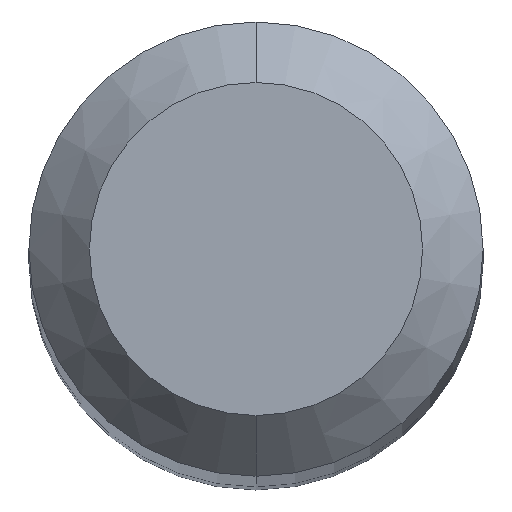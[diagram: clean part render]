
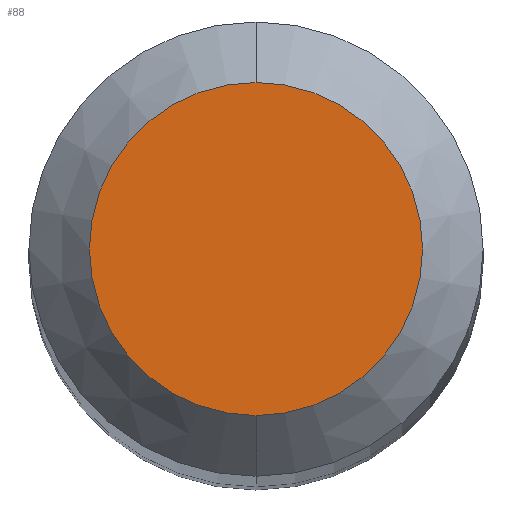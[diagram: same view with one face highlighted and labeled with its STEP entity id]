
A CAD part, top view. The second image highlights one B-rep face of the part: STEP entity #88.
In plain terms, the highlighted planar face has unit normal (0, 0, 1).
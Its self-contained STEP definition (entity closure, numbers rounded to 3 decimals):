
#10 = ORIENTED_EDGE ( 'NONE', *, *, #175, .F. ) ;
#21 = AXIS2_PLACEMENT_3D ( 'NONE', #331, #151, #200 ) ;
#25 = DIRECTION ( 'NONE',  ( 0., 0., -1. ) ) ;
#39 = CIRCLE ( 'NONE', #21, 0.825 ) ;
#78 = DIRECTION ( 'NONE',  ( 0., 1., 0. ) ) ;
#88 = ADVANCED_FACE ( 'NONE', ( #100 ), #126, .F. ) ;
#100 = FACE_OUTER_BOUND ( 'NONE', #144, .T. ) ;
#104 = DIRECTION ( 'NONE',  ( 0., 1., 0. ) ) ;
#111 = DIRECTION ( 'NONE',  ( 0., 0., -1. ) ) ;
#126 = PLANE ( 'NONE',  #145 ) ;
#133 = CARTESIAN_POINT ( 'NONE',  ( 0., 0.825, 40. ) ) ;
#142 = VERTEX_POINT ( 'NONE', #277 ) ;
#144 = EDGE_LOOP ( 'NONE', ( #10, #297 ) ) ;
#145 = AXIS2_PLACEMENT_3D ( 'NONE', #201, #25, #104 ) ;
#151 = DIRECTION ( 'NONE',  ( 0., 0., -1. ) ) ;
#175 = EDGE_CURVE ( 'NONE', #327, #142, #39, .T. ) ;
#200 = DIRECTION ( 'NONE',  ( 0., 1., 0. ) ) ;
#201 = CARTESIAN_POINT ( 'NONE',  ( 0., 0., 40. ) ) ;
#214 = CARTESIAN_POINT ( 'NONE',  ( 0., 0., 40. ) ) ;
#272 = EDGE_CURVE ( 'NONE', #142, #327, #320, .T. ) ;
#277 = CARTESIAN_POINT ( 'NONE',  ( 0., -0.825, 40. ) ) ;
#297 = ORIENTED_EDGE ( 'NONE', *, *, #272, .F. ) ;
#316 = AXIS2_PLACEMENT_3D ( 'NONE', #214, #111, #78 ) ;
#320 = CIRCLE ( 'NONE', #316, 0.825 ) ;
#327 = VERTEX_POINT ( 'NONE', #133 ) ;
#331 = CARTESIAN_POINT ( 'NONE',  ( 0., 0., 40. ) ) ;
